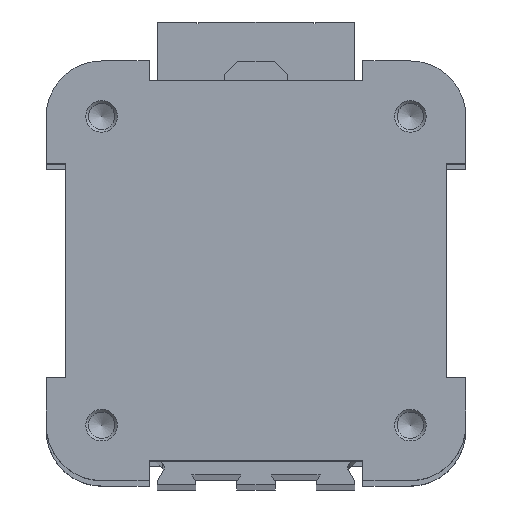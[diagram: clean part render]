
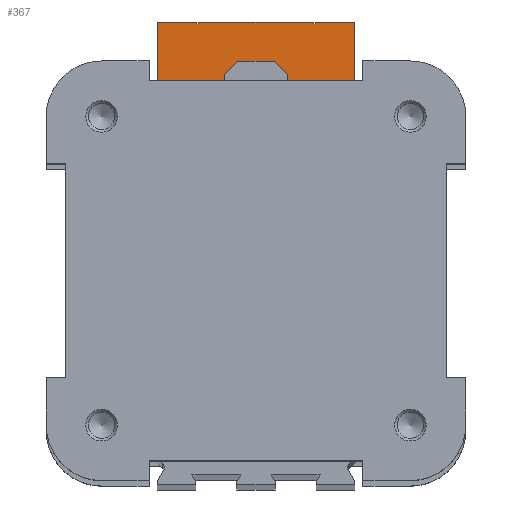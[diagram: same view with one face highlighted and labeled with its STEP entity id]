
A CAD part, top view. The second image highlights one B-rep face of the part: STEP entity #367.
In plain terms, the highlighted planar face has unit normal (0, 0, 1).
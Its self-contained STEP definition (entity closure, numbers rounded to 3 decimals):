
#367 = ADVANCED_FACE( '', ( #886 ), #887, .T. );
#886 = FACE_OUTER_BOUND( '', #1631, .T. );
#887 = PLANE( '', #1632 );
#1631 = EDGE_LOOP( '', ( #2461, #2462, #2463, #2464, #2465, #2466, #2467, #2468, #2469, #2470, #2471, #2472, #2473, #2474, #2475, #2476 ) );
#1632 = AXIS2_PLACEMENT_3D( '', #2477, #2478, #2479 );
#2461 = ORIENTED_EDGE( '', *, *, #4341, .T. );
#2462 = ORIENTED_EDGE( '', *, *, #4430, .T. );
#2463 = ORIENTED_EDGE( '', *, *, #4431, .T. );
#2464 = ORIENTED_EDGE( '', *, *, #4432, .T. );
#2465 = ORIENTED_EDGE( '', *, *, #4433, .T. );
#2466 = ORIENTED_EDGE( '', *, *, #4434, .T. );
#2467 = ORIENTED_EDGE( '', *, *, #4435, .T. );
#2468 = ORIENTED_EDGE( '', *, *, #4436, .T. );
#2469 = ORIENTED_EDGE( '', *, *, #4437, .T. );
#2470 = ORIENTED_EDGE( '', *, *, #4438, .T. );
#2471 = ORIENTED_EDGE( '', *, *, #4439, .T. );
#2472 = ORIENTED_EDGE( '', *, *, #4440, .T. );
#2473 = ORIENTED_EDGE( '', *, *, #4441, .T. );
#2474 = ORIENTED_EDGE( '', *, *, #4442, .T. );
#2475 = ORIENTED_EDGE( '', *, *, #4443, .T. );
#2476 = ORIENTED_EDGE( '', *, *, #4444, .T. );
#2477 = CARTESIAN_POINT( '', ( 0., 0., 328. ) );
#2478 = DIRECTION( '', ( 0., 0., 1. ) );
#2479 = DIRECTION( '', ( 1., 0., 0. ) );
#4341 = EDGE_CURVE( '', #5146, #5143, #5147, .T. );
#4430 = EDGE_CURVE( '', #5143, #5301, #5302, .T. );
#4431 = EDGE_CURVE( '', #5301, #5303, #5304, .T. );
#4432 = EDGE_CURVE( '', #5303, #5305, #5306, .T. );
#4433 = EDGE_CURVE( '', #5305, #5307, #5308, .T. );
#4434 = EDGE_CURVE( '', #5307, #5309, #5310, .T. );
#4435 = EDGE_CURVE( '', #5309, #5311, #5312, .T. );
#4436 = EDGE_CURVE( '', #5311, #5313, #5314, .T. );
#4437 = EDGE_CURVE( '', #5313, #5315, #5316, .T. );
#4438 = EDGE_CURVE( '', #5315, #5317, #5318, .T. );
#4439 = EDGE_CURVE( '', #5317, #5319, #5320, .T. );
#4440 = EDGE_CURVE( '', #5319, #5321, #5322, .T. );
#4441 = EDGE_CURVE( '', #5321, #5323, #5324, .T. );
#4442 = EDGE_CURVE( '', #5323, #5325, #5326, .T. );
#4443 = EDGE_CURVE( '', #5325, #5327, #5328, .T. );
#4444 = EDGE_CURVE( '', #5327, #5146, #5329, .T. );
#5143 = VERTEX_POINT( '', #6312 );
#5146 = VERTEX_POINT( '', #6316 );
#5147 = LINE( '', #6317, #6318 );
#5301 = VERTEX_POINT( '', #6533 );
#5302 = LINE( '', #6534, #6535 );
#5303 = VERTEX_POINT( '', #6536 );
#5304 = CIRCLE( '', #6537, 31.5 );
#5305 = VERTEX_POINT( '', #6538 );
#5306 = LINE( '', #6539, #6540 );
#5307 = VERTEX_POINT( '', #6541 );
#5308 = LINE( '', #6542, #6543 );
#5309 = VERTEX_POINT( '', #6544 );
#5310 = LINE( '', #6545, #6546 );
#5311 = VERTEX_POINT( '', #6547 );
#5312 = LINE( '', #6548, #6549 );
#5313 = VERTEX_POINT( '', #6550 );
#5314 = LINE( '', #6551, #6552 );
#5315 = VERTEX_POINT( '', #6553 );
#5316 = LINE( '', #6554, #6555 );
#5317 = VERTEX_POINT( '', #6556 );
#5318 = LINE( '', #6557, #6558 );
#5319 = VERTEX_POINT( '', #6559 );
#5320 = LINE( '', #6560, #6561 );
#5321 = VERTEX_POINT( '', #6562 );
#5322 = LINE( '', #6563, #6564 );
#5323 = VERTEX_POINT( '', #6565 );
#5324 = LINE( '', #6566, #6567 );
#5325 = VERTEX_POINT( '', #6568 );
#5326 = LINE( '', #6569, #6570 );
#5327 = VERTEX_POINT( '', #6571 );
#5328 = LINE( '', #6572, #6573 );
#5329 = LINE( '', #6574, #6575 );
#6312 = CARTESIAN_POINT( '', ( -4., 41., 328. ) );
#6316 = CARTESIAN_POINT( '', ( -25., 41., 328. ) );
#6317 = CARTESIAN_POINT( '', ( -25., 41., 328. ) );
#6318 = VECTOR( '', #7921, 1000. );
#6533 = CARTESIAN_POINT( '', ( -4., 31.245, 328. ) );
#6534 = CARTESIAN_POINT( '', ( -4., 42., 328. ) );
#6535 = VECTOR( '', #8007, 1000. );
#6536 = CARTESIAN_POINT( '', ( 4., 31.245, 328. ) );
#6537 = AXIS2_PLACEMENT_3D( '', #8008, #8009, #8010 );
#6538 = CARTESIAN_POINT( '', ( 4., 41., 328. ) );
#6539 = CARTESIAN_POINT( '', ( 4., 31.245, 328. ) );
#6540 = VECTOR( '', #8011, 1000. );
#6541 = CARTESIAN_POINT( '', ( 25., 41., 328. ) );
#6542 = CARTESIAN_POINT( '', ( -25., 41., 328. ) );
#6543 = VECTOR( '', #8012, 1000. );
#6544 = CARTESIAN_POINT( '', ( 25., 63., 328. ) );
#6545 = CARTESIAN_POINT( '', ( 25., 41., 328. ) );
#6546 = VECTOR( '', #8013, 1000. );
#6547 = CARTESIAN_POINT( '', ( 15., 63., 328. ) );
#6548 = CARTESIAN_POINT( '', ( 25., 63., 328. ) );
#6549 = VECTOR( '', #8014, 1000. );
#6550 = CARTESIAN_POINT( '', ( 15., 62.5, 328. ) );
#6551 = CARTESIAN_POINT( '', ( 15., 63., 328. ) );
#6552 = VECTOR( '', #8015, 1000. );
#6553 = CARTESIAN_POINT( '', ( 14.5, 62.5, 328. ) );
#6554 = CARTESIAN_POINT( '', ( 15., 62.5, 328. ) );
#6555 = VECTOR( '', #8016, 1000. );
#6556 = CARTESIAN_POINT( '', ( 14.5, 63., 328. ) );
#6557 = CARTESIAN_POINT( '', ( 14.5, 62.5, 328. ) );
#6558 = VECTOR( '', #8017, 1000. );
#6559 = CARTESIAN_POINT( '', ( -14.5, 63., 328. ) );
#6560 = CARTESIAN_POINT( '', ( 14.5, 63., 328. ) );
#6561 = VECTOR( '', #8018, 1000. );
#6562 = CARTESIAN_POINT( '', ( -14.5, 62.5, 328. ) );
#6563 = CARTESIAN_POINT( '', ( -14.5, 63., 328. ) );
#6564 = VECTOR( '', #8019, 1000. );
#6565 = CARTESIAN_POINT( '', ( -15., 62.5, 328. ) );
#6566 = CARTESIAN_POINT( '', ( -14.5, 62.5, 328. ) );
#6567 = VECTOR( '', #8020, 1000. );
#6568 = CARTESIAN_POINT( '', ( -15., 63., 328. ) );
#6569 = CARTESIAN_POINT( '', ( -15., 62.5, 328. ) );
#6570 = VECTOR( '', #8021, 1000. );
#6571 = CARTESIAN_POINT( '', ( -25., 63., 328. ) );
#6572 = CARTESIAN_POINT( '', ( -15., 63., 328. ) );
#6573 = VECTOR( '', #8022, 1000. );
#6574 = CARTESIAN_POINT( '', ( -25., 63., 328. ) );
#6575 = VECTOR( '', #8023, 1000. );
#7921 = DIRECTION( '', ( 1., 0., 0. ) );
#8007 = DIRECTION( '', ( 0., -1., 0. ) );
#8008 = CARTESIAN_POINT( '', ( 0., 0., 328. ) );
#8009 = DIRECTION( '', ( 0., 0., 1. ) );
#8010 = DIRECTION( '', ( 1., 0., 0. ) );
#8011 = DIRECTION( '', ( 0., 1., 0. ) );
#8012 = DIRECTION( '', ( 1., 0., 0. ) );
#8013 = DIRECTION( '', ( 0., 1., 0. ) );
#8014 = DIRECTION( '', ( -1., 0., 0. ) );
#8015 = DIRECTION( '', ( 0., -1., 0. ) );
#8016 = DIRECTION( '', ( -1., 0., 0. ) );
#8017 = DIRECTION( '', ( 0., 1., 0. ) );
#8018 = DIRECTION( '', ( -1., 0., 0. ) );
#8019 = DIRECTION( '', ( 0., -1., 0. ) );
#8020 = DIRECTION( '', ( -1., 0., 0. ) );
#8021 = DIRECTION( '', ( 0., 1., 0. ) );
#8022 = DIRECTION( '', ( -1., 0., 0. ) );
#8023 = DIRECTION( '', ( 0., -1., 0. ) );
